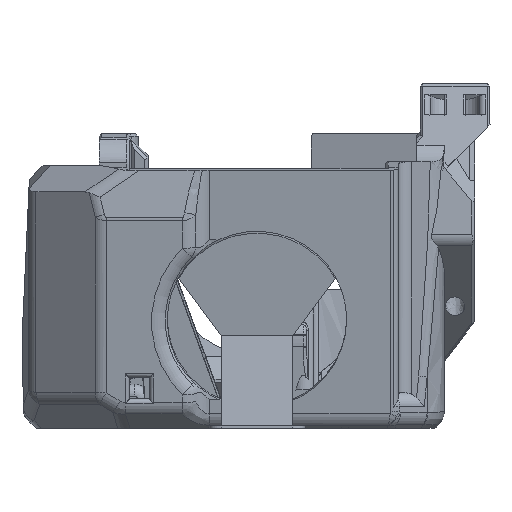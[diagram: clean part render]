
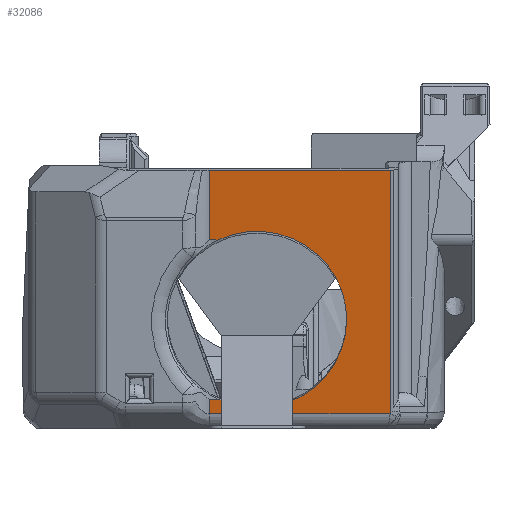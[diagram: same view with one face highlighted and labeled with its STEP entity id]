
A CAD part, left-side view. The second image highlights one B-rep face of the part: STEP entity #32086.
In plain terms, the highlighted planar face has unit normal (-0.985, 0, -0.174).
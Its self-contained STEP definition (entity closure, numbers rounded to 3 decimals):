
#556=ELLIPSE('',#34693,1.92,1.);
#1334=B_SPLINE_CURVE_WITH_KNOTS('',3,(#54724,#54725,#54726,#54727),
 .UNSPECIFIED.,.F.,.F.,(4,4),(0.,0.001),.UNSPECIFIED.);
#1342=B_SPLINE_CURVE_WITH_KNOTS('',3,(#54878,#54879,#54880,#54881),
 .UNSPECIFIED.,.F.,.F.,(4,4),(0.,0.001),.UNSPECIFIED.);
#2200=CIRCLE('',#34694,14.);
#7870=ORIENTED_EDGE('',*,*,#15498,.T.);
#7871=ORIENTED_EDGE('',*,*,#15565,.T.);
#7872=ORIENTED_EDGE('',*,*,#15563,.F.);
#7873=ORIENTED_EDGE('',*,*,#15566,.F.);
#7874=ORIENTED_EDGE('',*,*,#15567,.T.);
#7875=ORIENTED_EDGE('',*,*,#15568,.T.);
#7876=ORIENTED_EDGE('',*,*,#15569,.T.);
#7877=ORIENTED_EDGE('',*,*,#15501,.T.);
#7878=ORIENTED_EDGE('',*,*,#15499,.T.);
#15498=EDGE_CURVE('',#19481,#19553,#22317,.T.);
#15499=EDGE_CURVE('',#19554,#19481,#22318,.F.);
#15501=EDGE_CURVE('',#19555,#19554,#1334,.T.);
#15563=EDGE_CURVE('',#19597,#19598,#22362,.F.);
#15565=EDGE_CURVE('',#19553,#19598,#556,.F.);
#15566=EDGE_CURVE('',#19599,#19597,#22363,.T.);
#15567=EDGE_CURVE('',#19599,#19600,#22364,.F.);
#15568=EDGE_CURVE('',#19600,#19601,#1342,.F.);
#15569=EDGE_CURVE('',#19601,#19555,#2200,.T.);
#19481=VERTEX_POINT('',#54441);
#19553=VERTEX_POINT('',#54691);
#19554=VERTEX_POINT('',#54695);
#19555=VERTEX_POINT('',#54728);
#19597=VERTEX_POINT('',#54868);
#19598=VERTEX_POINT('',#54870);
#19599=VERTEX_POINT('',#54875);
#19600=VERTEX_POINT('',#54877);
#19601=VERTEX_POINT('',#54882);
#22317=LINE('',#54692,#25185);
#22318=LINE('',#54694,#25186);
#22362=LINE('',#54869,#25230);
#22363=LINE('',#54874,#25231);
#22364=LINE('',#54876,#25232);
#25185=VECTOR('',#40568,1000.);
#25186=VECTOR('',#40571,1000.);
#25230=VECTOR('',#40665,1000.);
#25231=VECTOR('',#40672,1000.);
#25232=VECTOR('',#40673,1000.);
#27187=EDGE_LOOP('',(#7870,#7871,#7872,#7873,#7874,#7875,#7876,#7877,#7878));
#29153=FACE_BOUND('',#27187,.T.);
#30726=PLANE('',#34692);
#32086=ADVANCED_FACE('',(#29153),#30726,.F.);
#34692=AXIS2_PLACEMENT_3D('',#54872,#40668,#40669);
#34693=AXIS2_PLACEMENT_3D('',#54873,#40670,#40671);
#34694=AXIS2_PLACEMENT_3D('',#54883,#40674,#40675);
#40568=DIRECTION('',(0.,-1.,0.));
#40571=DIRECTION('',(-0.174,0.,0.985));
#40665=DIRECTION('',(-0.174,0.,0.985));
#40668=DIRECTION('',(0.985,0.,0.174));
#40669=DIRECTION('',(-0.174,0.,0.985));
#40670=DIRECTION('',(0.985,0.,0.174));
#40671=DIRECTION('',(0.126,-0.686,-0.716));
#40672=DIRECTION('',(0.,-1.,0.));
#40673=DIRECTION('',(-0.174,0.,0.985));
#40674=DIRECTION('',(0.985,0.,0.174));
#40675=DIRECTION('',(-0.174,0.,0.985));
#54441=CARTESIAN_POINT('',(-27.864,12.27,2.262));
#54691=CARTESIAN_POINT('',(-27.864,-15.951,2.262));
#54692=CARTESIAN_POINT('',(-27.864,-14.655,2.262));
#54694=CARTESIAN_POINT('',(-31.185,12.27,21.099));
#54695=CARTESIAN_POINT('',(-28.255,12.27,4.482));
#54724=CARTESIAN_POINT('',(-28.27,10.952,4.562));
#54725=CARTESIAN_POINT('',(-28.27,11.393,4.564));
#54726=CARTESIAN_POINT('',(-28.265,11.833,4.537));
#54727=CARTESIAN_POINT('',(-28.255,12.27,4.482));
#54728=CARTESIAN_POINT('',(-28.27,10.952,4.562));
#54868=CARTESIAN_POINT('',(-34.572,-16.002,40.304));
#54869=CARTESIAN_POINT('',(-7.663,-16.002,-112.301));
#54870=CARTESIAN_POINT('',(-27.916,-16.002,2.558));
#54872=CARTESIAN_POINT('',(-31.185,24.853,21.099));
#54873=CARTESIAN_POINT('',(-28.071,-14.497,3.435));
#54874=CARTESIAN_POINT('',(-34.572,24.853,40.304));
#54875=CARTESIAN_POINT('',(-34.572,12.27,40.304));
#54876=CARTESIAN_POINT('',(-31.185,12.27,21.099));
#54877=CARTESIAN_POINT('',(-32.66,12.27,29.463));
#54878=CARTESIAN_POINT('',(-32.646,10.952,29.383));
#54879=CARTESIAN_POINT('',(-32.646,11.393,29.381));
#54880=CARTESIAN_POINT('',(-32.651,11.833,29.409));
#54881=CARTESIAN_POINT('',(-32.66,12.27,29.463));
#54882=CARTESIAN_POINT('',(-32.646,10.952,29.383));
#54883=CARTESIAN_POINT('',(-30.458,4.853,16.973));
